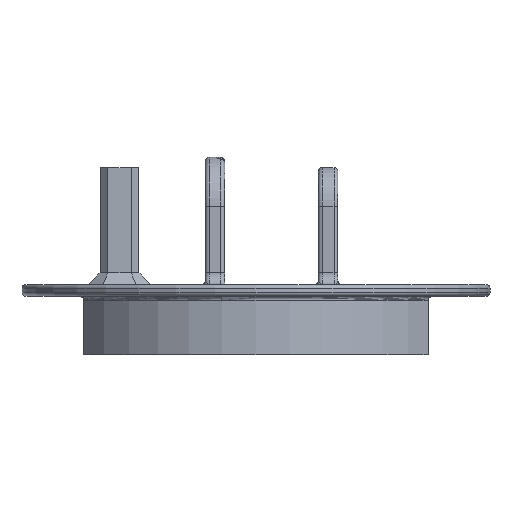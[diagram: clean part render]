
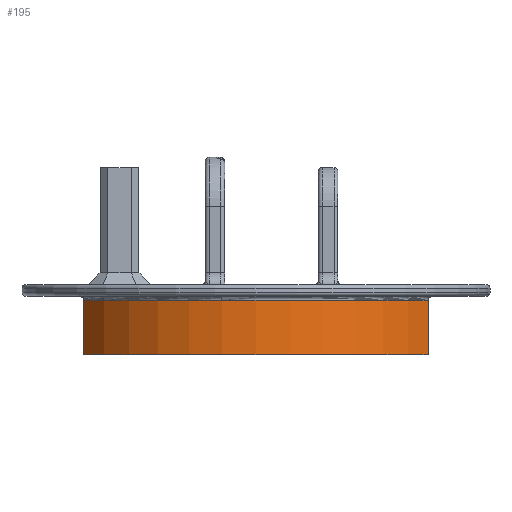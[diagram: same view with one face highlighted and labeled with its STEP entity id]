
A CAD part, front view. The second image highlights one B-rep face of the part: STEP entity #195.
In plain terms, the highlighted cylindrical face has radius 52 mm (diameter 104 mm), a partial arc.
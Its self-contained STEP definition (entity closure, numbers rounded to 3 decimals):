
#195=ADVANCED_FACE('',(#374),#325,.T.);
#325=CYLINDRICAL_SURFACE('',#2355,52.);
#374=FACE_OUTER_BOUND('',#498,.T.);
#498=EDGE_LOOP('',(#1136,#1137,#1138,#1139));
#700=LINE('',#3587,#872);
#701=LINE('',#3592,#873);
#872=VECTOR('',#2674,1.);
#873=VECTOR('',#2677,1.);
#1136=ORIENTED_EDGE('',*,*,#1979,.F.);
#1137=ORIENTED_EDGE('',*,*,#1980,.T.);
#1138=ORIENTED_EDGE('',*,*,#1981,.F.);
#1139=ORIENTED_EDGE('',*,*,#1982,.F.);
#1766=VERTEX_POINT('',#3588);
#1767=VERTEX_POINT('',#3589);
#1768=VERTEX_POINT('',#3591);
#1769=VERTEX_POINT('',#3593);
#1979=EDGE_CURVE('',#1766,#1767,#700,.T.);
#1980=EDGE_CURVE('',#1766,#1768,#2234,.T.);
#1981=EDGE_CURVE('',#1769,#1768,#701,.T.);
#1982=EDGE_CURVE('',#1767,#1769,#2235,.T.);
#2234=CIRCLE('',#2353,52.);
#2235=CIRCLE('',#2354,52.);
#2353=AXIS2_PLACEMENT_3D('',#3590,#2675,#2676);
#2354=AXIS2_PLACEMENT_3D('',#3594,#2678,#2679);
#2355=AXIS2_PLACEMENT_3D('',#3595,#2680,#2681);
#2674=DIRECTION('',(0.,0.,-1.));
#2675=DIRECTION('',(0.,0.,-1.));
#2676=DIRECTION('',(1.,0.,0.));
#2677=DIRECTION('',(0.,0.,1.));
#2678=DIRECTION('',(0.,0.,-1.));
#2679=DIRECTION('',(1.,0.,0.));
#2680=DIRECTION('',(0.,0.,1.));
#2681=DIRECTION('',(1.,0.,0.));
#3587=CARTESIAN_POINT('',(44.133,-27.5,-18.));
#3588=CARTESIAN_POINT('',(44.133,-27.5,-4.));
#3589=CARTESIAN_POINT('',(44.133,-27.5,-18.));
#3590=CARTESIAN_POINT('',(0.,0.,-4.));
#3591=CARTESIAN_POINT('',(-44.133,-27.5,-4.));
#3592=CARTESIAN_POINT('',(-44.133,-27.5,-18.));
#3593=CARTESIAN_POINT('',(-44.133,-27.5,-18.));
#3594=CARTESIAN_POINT('',(0.,0.,-18.));
#3595=CARTESIAN_POINT('',(0.,0.,-18.));
